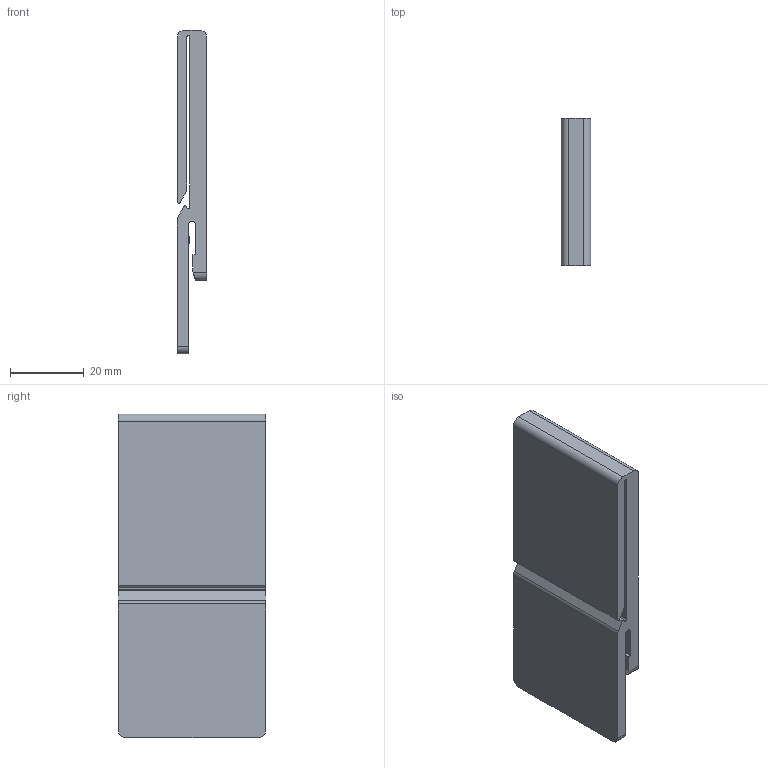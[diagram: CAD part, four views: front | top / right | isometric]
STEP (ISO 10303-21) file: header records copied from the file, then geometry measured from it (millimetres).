
FILE_DESCRIPTION (( 'STEP AP203' ), '1' );
FILE_NAME ('排线固定夹.STEP', '2023-01-06T08:33:51', ( '个人用户' ), ( '微软中国' ), 'SwSTEP 2.0', 'SolidWorks 2019', '' );
FILE_SCHEMA (( 'CONFIG_CONTROL_DESIGN' ));
Length unit declared in the file: millimetre
Products named in the file (1): 齬盄嘐隅標
Bounding box: 8 x 40 x 88 mm (x, y, z)
Volume: 20988.1 mm3; surface area: 13747.3 mm2
Topology: 1 solids, 1 shells, 36 faces, 96 edges, 64 vertices
Faces by surface type: plane 19, cylinder 13, bspline 4
Entity records: 1673 total; most frequent: CARTESIAN_POINT 719, ORIENTED_EDGE 192, DIRECTION 172, EDGE_CURVE 96, VERTEX_POINT 64, VECTOR 58, LINE 58, AXIS2_PLACEMENT_3D 57
